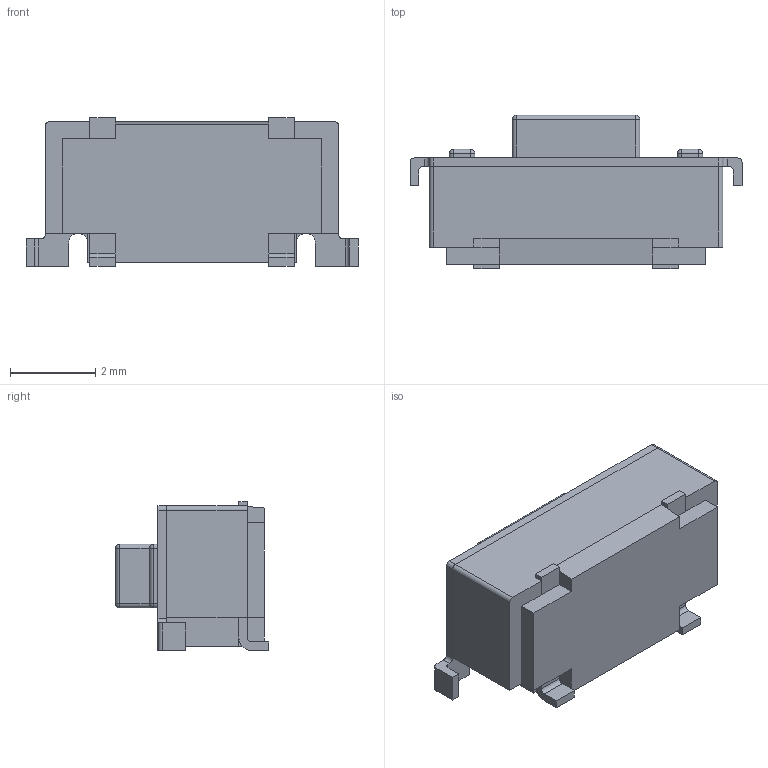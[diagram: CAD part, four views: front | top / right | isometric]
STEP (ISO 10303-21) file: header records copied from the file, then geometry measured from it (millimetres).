
FILE_DESCRIPTION(/* description */ (''),/* implementation_level */ '2;1');
FILE_NAME(/* name */ 'E-Switch - TL3330AF130QG (Tact Switch, SMD) 3D.step',/* time_stamp */ '2022-08-19T16:22:01+02:00',/* author */ (''),/* organization */ (''),/* preprocessor_version */ 'ST-DEVELOPER v19',/* originating_system */ 'Autodesk Translation Framework v11.7.0.108',/* authorisation */ '');
FILE_SCHEMA (('AUTOMOTIVE_DESIGN { 1 0 10303 214 3 1 1 }'));
Length unit declared in the file: millimetre
Products named in the file (1): (Unsaved)
Bounding box: 7.8 x 3.6 x 3.5 mm (x, y, z)
Volume: 57.1 mm3; surface area: 172 mm2
Topology: 5 solids, 5 shells, 153 faces, 407 edges, 250 vertices
Faces by surface type: plane 89, cylinder 52, sphere 12
Entity records: 4683 total; most frequent: DIRECTION 807, CARTESIAN_POINT 799, ORIENTED_EDGE 790, EDGE_CURVE 395, LINE 291, VECTOR 291, AXIS2_PLACEMENT_3D 258, VERTEX_POINT 250
